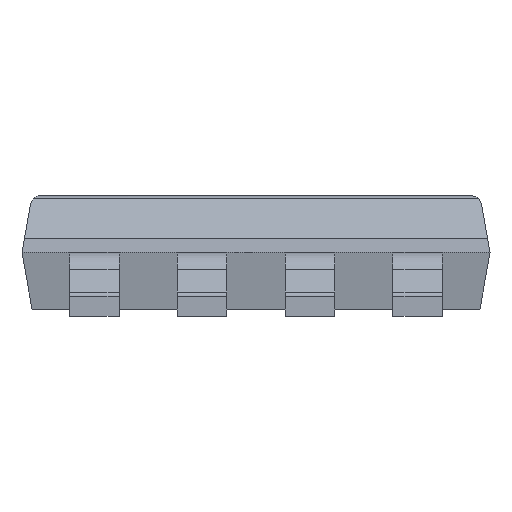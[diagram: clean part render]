
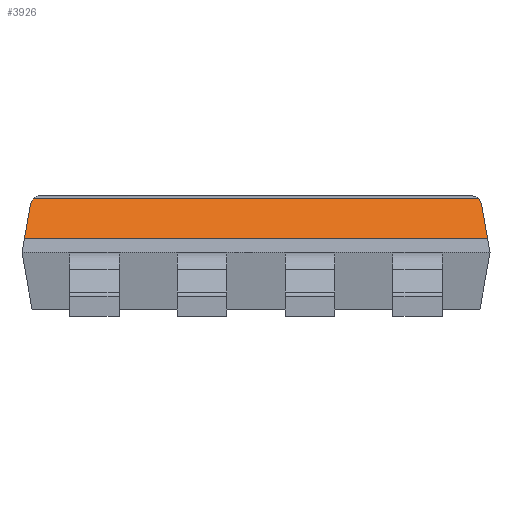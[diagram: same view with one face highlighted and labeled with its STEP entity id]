
A CAD part, front view. The second image highlights one B-rep face of the part: STEP entity #3926.
In plain terms, the highlighted planar face has unit normal (0, -0.707, 0.707).
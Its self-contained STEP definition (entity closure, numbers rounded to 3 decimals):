
#812 = LINE ( 'NONE', #11311, #2686 ) ;
#1003 = CARTESIAN_POINT ( 'NONE',  ( 3.266, -1.716, 0.193 ) ) ;
#1153 = CARTESIAN_POINT ( 'NONE',  ( 3.111, -0.835, 1.074 ) ) ;
#1172 = CARTESIAN_POINT ( 'NONE',  ( 3.175, -1.202, 0.707 ) ) ;
#2376 = CARTESIAN_POINT ( 'NONE',  ( -3.139, -1.153, 0.756 ) ) ;
#2462 = CARTESIAN_POINT ( 'NONE',  ( -3.175, -1.202, 0.707 ) ) ;
#2509 = CARTESIAN_POINT ( 'NONE',  ( 3.139, -1.153, 0.756 ) ) ;
#2686 = VECTOR ( 'NONE', #16426, 1000. ) ;
#2914 = CARTESIAN_POINT ( 'NONE',  ( -3.111, -0.835, 1.074 ) ) ;
#3143 = VECTOR ( 'NONE', #5751, 1000. ) ;
#3157 = ORIENTED_EDGE ( 'NONE', *, *, #9107, .F. ) ;
#3256 = ORIENTED_EDGE ( 'NONE', *, *, #3738, .F. ) ;
#3738 = EDGE_CURVE ( 'NONE', #4506, #9372, #8293, .T. ) ;
#3926 = ADVANCED_FACE ( 'NONE', ( #12182 ), #5758, .F. ) ;
#4484 = VERTEX_POINT ( 'NONE', #1003 ) ;
#4506 = VERTEX_POINT ( 'NONE', #9996 ) ;
#4859 =( BOUNDED_CURVE ( )  B_SPLINE_CURVE ( 3, ( #9152, #1172, #12946, #2509 ),
 .UNSPECIFIED., .F., .F. ) 
 B_SPLINE_CURVE_WITH_KNOTS ( ( 4, 4 ),
 ( 4.887, 5.498 ),
 .UNSPECIFIED. ) 
 CURVE ( )  GEOMETRIC_REPRESENTATION_ITEM ( )  RATIONAL_B_SPLINE_CURVE ( ( 1., 0.969, 0.969, 1. ) ) 
 REPRESENTATION_ITEM ( '' )  );
#5237 = LINE ( 'NONE', #1153, #15620 ) ;
#5697 = ORIENTED_EDGE ( 'NONE', *, *, #16556, .T. ) ;
#5751 = DIRECTION ( 'NONE',  ( -1., 0., 0. ) ) ;
#5758 = PLANE ( 'NONE',  #14645 ) ;
#6702 =( BOUNDED_CURVE ( )  B_SPLINE_CURVE ( 3, ( #7745, #14001, #2462, #7578 ),
 .UNSPECIFIED., .F., .F. ) 
 B_SPLINE_CURVE_WITH_KNOTS ( ( 4, 4 ),
 ( 3.927, 4.538 ),
 .UNSPECIFIED. ) 
 CURVE ( )  GEOMETRIC_REPRESENTATION_ITEM ( )  RATIONAL_B_SPLINE_CURVE ( ( 1., 0.969, 0.969, 1. ) ) 
 REPRESENTATION_ITEM ( '' )  );
#7059 = ORIENTED_EDGE ( 'NONE', *, *, #7270, .F. ) ;
#7270 = EDGE_CURVE ( 'NONE', #4484, #4506, #14786, .T. ) ;
#7578 = CARTESIAN_POINT ( 'NONE',  ( -3.181, -1.233, 0.676 ) ) ;
#7745 = CARTESIAN_POINT ( 'NONE',  ( -3.139, -1.153, 0.756 ) ) ;
#8293 = LINE ( 'NONE', #2914, #15496 ) ;
#8811 = VERTEX_POINT ( 'NONE', #12151 ) ;
#9107 = EDGE_CURVE ( 'NONE', #16425, #4484, #5237, .T. ) ;
#9152 = CARTESIAN_POINT ( 'NONE',  ( 3.181, -1.233, 0.676 ) ) ;
#9312 = ORIENTED_EDGE ( 'NONE', *, *, #16529, .T. ) ;
#9372 = VERTEX_POINT ( 'NONE', #14263 ) ;
#9996 = CARTESIAN_POINT ( 'NONE',  ( -3.266, -1.716, 0.193 ) ) ;
#10520 = VERTEX_POINT ( 'NONE', #2376 ) ;
#11311 = CARTESIAN_POINT ( 'NONE',  ( 0., -1.153, 0.756 ) ) ;
#11374 = EDGE_CURVE ( 'NONE', #16425, #8811, #4859, .T. ) ;
#11998 = CARTESIAN_POINT ( 'NONE',  ( 3.181, -1.233, 0.676 ) ) ;
#12151 = CARTESIAN_POINT ( 'NONE',  ( 3.139, -1.153, 0.756 ) ) ;
#12182 = FACE_OUTER_BOUND ( 'NONE', #13157, .T. ) ;
#12428 = ORIENTED_EDGE ( 'NONE', *, *, #11374, .T. ) ;
#12566 = CARTESIAN_POINT ( 'NONE',  ( 0., -1.109, 0.8 ) ) ;
#12946 = CARTESIAN_POINT ( 'NONE',  ( 3.161, -1.175, 0.734 ) ) ;
#13157 = EDGE_LOOP ( 'NONE', ( #3157, #12428, #9312, #5697, #3256, #7059 ) ) ;
#13448 = CARTESIAN_POINT ( 'NONE',  ( -3.159, -1.716, 0.193 ) ) ;
#14001 = CARTESIAN_POINT ( 'NONE',  ( -3.161, -1.175, 0.734 ) ) ;
#14108 = DIRECTION ( 'NONE',  ( 0.124, -0.702, -0.702 ) ) ;
#14185 = DIRECTION ( 'NONE',  ( 1., 0., 0. ) ) ;
#14263 = CARTESIAN_POINT ( 'NONE',  ( -3.181, -1.233, 0.676 ) ) ;
#14367 = DIRECTION ( 'NONE',  ( 0.124, 0.702, 0.702 ) ) ;
#14645 = AXIS2_PLACEMENT_3D ( 'NONE', #12566, #15280, #14185 ) ;
#14786 = LINE ( 'NONE', #13448, #3143 ) ;
#15280 = DIRECTION ( 'NONE',  ( 0., 0.707, -0.707 ) ) ;
#15496 = VECTOR ( 'NONE', #14367, 1000. ) ;
#15620 = VECTOR ( 'NONE', #14108, 1000. ) ;
#16425 = VERTEX_POINT ( 'NONE', #11998 ) ;
#16426 = DIRECTION ( 'NONE',  ( -1., 0., 0. ) ) ;
#16529 = EDGE_CURVE ( 'NONE', #8811, #10520, #812, .T. ) ;
#16556 = EDGE_CURVE ( 'NONE', #10520, #9372, #6702, .T. ) ;
